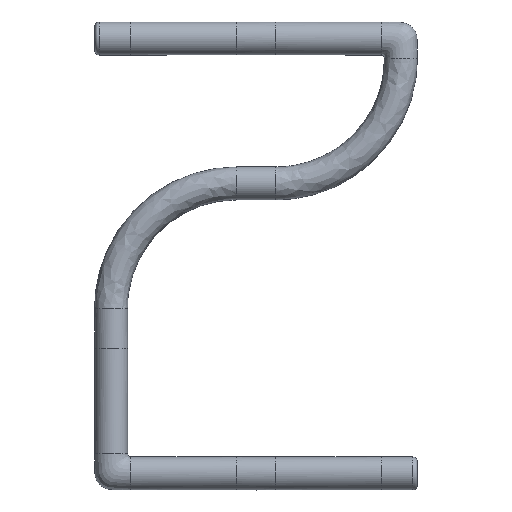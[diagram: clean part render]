
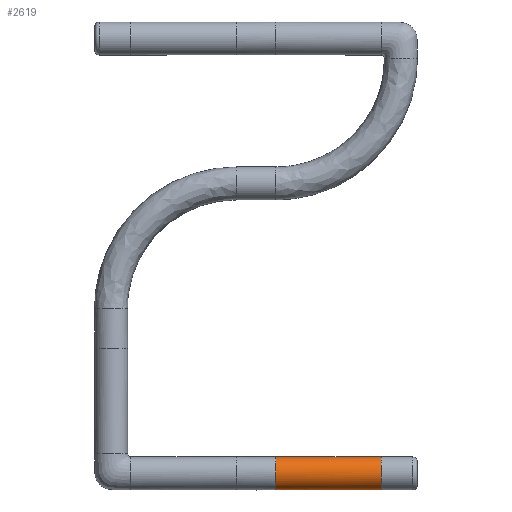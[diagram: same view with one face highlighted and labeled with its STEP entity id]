
A CAD part, top view. The second image highlights one B-rep face of the part: STEP entity #2619.
In plain terms, the highlighted cylindrical face has radius 12.5 mm (diameter 25 mm), a partial arc.
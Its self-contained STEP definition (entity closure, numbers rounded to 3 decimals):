
#2619=ADVANCED_FACE('',(#2905),#6738,.T.);
#2905=FACE_OUTER_BOUND('',#3200,.T.);
#3200=EDGE_LOOP('',(#3632,#3633,#3634,#3635));
#3632=ORIENTED_EDGE('',*,*,#4912,.T.);
#3633=ORIENTED_EDGE('',*,*,#4913,.T.);
#3634=ORIENTED_EDGE('',*,*,#4914,.T.);
#3635=ORIENTED_EDGE('',*,*,#4915,.T.);
#4912=EDGE_CURVE('',#6284,#6285,#5884,.T.);
#4913=EDGE_CURVE('',#6285,#6286,#5571,.T.);
#4914=EDGE_CURVE('',#6286,#6287,#5885,.T.);
#4915=EDGE_CURVE('',#6287,#6284,#5572,.T.);
#5571=(
BOUNDED_CURVE()
B_SPLINE_CURVE(2,(#18910,#18911,#18912,#18913,#18914),.UNSPECIFIED.,.F.,
 .F.)
B_SPLINE_CURVE_WITH_KNOTS((3,2,3),(0.,19.635,39.27),
 .UNSPECIFIED.)
CURVE()
GEOMETRIC_REPRESENTATION_ITEM()
RATIONAL_B_SPLINE_CURVE((1.,0.707,1.,0.707,1.))
REPRESENTATION_ITEM('')
);
#5572=(
BOUNDED_CURVE()
B_SPLINE_CURVE(2,(#18917,#18918,#18919,#18920,#18921),.UNSPECIFIED.,.F.,
 .F.)
B_SPLINE_CURVE_WITH_KNOTS((3,2,3),(0.,19.635,39.27),
 .UNSPECIFIED.)
CURVE()
GEOMETRIC_REPRESENTATION_ITEM()
RATIONAL_B_SPLINE_CURVE((1.,0.707,1.,0.707,1.))
REPRESENTATION_ITEM('')
);
#5884=B_SPLINE_CURVE_WITH_KNOTS('',1,(#18908,#18909),.UNSPECIFIED.,.F.,
 .F.,(2,2),(0.,79.6),.UNSPECIFIED.);
#5885=B_SPLINE_CURVE_WITH_KNOTS('',1,(#18915,#18916),.UNSPECIFIED.,.F.,
 .F.,(2,2),(0.,79.6),.UNSPECIFIED.);
#6284=VERTEX_POINT('',#18537);
#6285=VERTEX_POINT('',#18538);
#6286=VERTEX_POINT('',#18539);
#6287=VERTEX_POINT('',#18540);
#6738=CYLINDRICAL_SURFACE('',#6851,12.5);
#6851=AXIS2_PLACEMENT_3D('',#8121,#7000,$);
#7000=DIRECTION('',(1.,0.,0.));
#8121=CARTESIAN_POINT('',(164.85,0.,0.));
#18537=CARTESIAN_POINT('',(124.975,-12.5,0.));
#18538=CARTESIAN_POINT('',(204.725,-12.5,0.));
#18539=CARTESIAN_POINT('',(204.725,12.5,0.));
#18540=CARTESIAN_POINT('',(124.975,12.5,0.));
#18908=CARTESIAN_POINT('',(124.975,-12.5,0.));
#18909=CARTESIAN_POINT('',(204.725,-12.5,0.));
#18910=CARTESIAN_POINT('',(204.725,-12.5,0.));
#18911=CARTESIAN_POINT('',(204.725,-12.5,12.5));
#18912=CARTESIAN_POINT('',(204.725,0.,12.5));
#18913=CARTESIAN_POINT('',(204.725,12.5,12.5));
#18914=CARTESIAN_POINT('',(204.725,12.5,0.));
#18915=CARTESIAN_POINT('',(204.725,12.5,0.));
#18916=CARTESIAN_POINT('',(124.975,12.5,0.));
#18917=CARTESIAN_POINT('',(124.975,12.5,0.));
#18918=CARTESIAN_POINT('',(124.975,12.5,12.5));
#18919=CARTESIAN_POINT('',(124.975,0.,12.5));
#18920=CARTESIAN_POINT('',(124.975,-12.5,12.5));
#18921=CARTESIAN_POINT('',(124.975,-12.5,0.));
